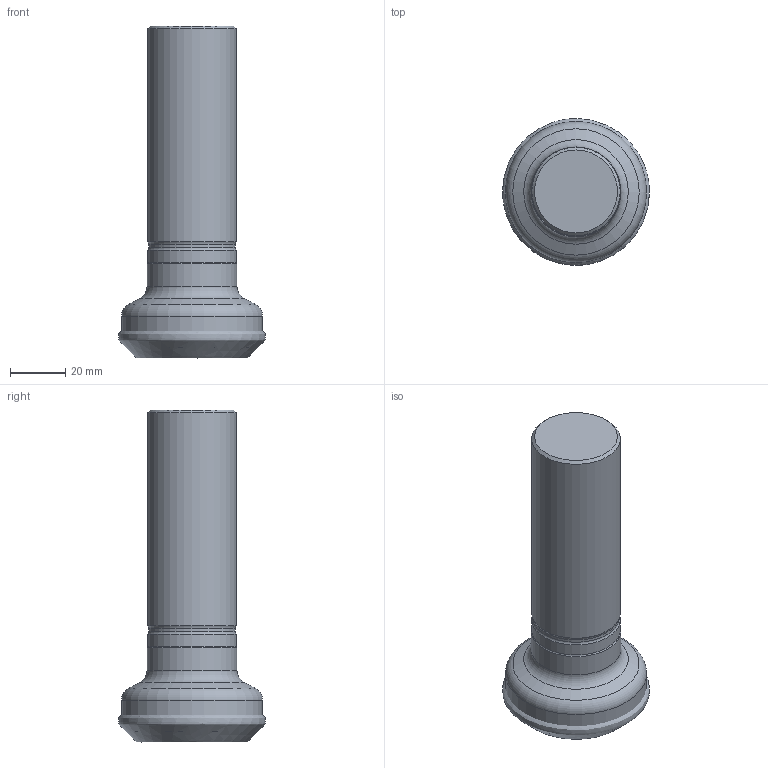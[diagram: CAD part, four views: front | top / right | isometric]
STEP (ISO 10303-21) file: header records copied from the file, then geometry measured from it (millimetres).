
FILE_DESCRIPTION(/* description */ (''),/* implementation_level */ '2;1');
FILE_NAME(/* name */ 'toolassembly_1.stp',/* time_stamp */ '2019-05-02T16:36:59+02:00',/* author */ (''),/* organization */ ('SMS'),/* preprocessor_version */ 'ST-DEVELOPER v15',/* originating_system */ 'SIEMENS PLM Software NX 8.5',/* authorisation */ '');
FILE_SCHEMA (('AUTOMOTIVE_DESIGN { 1 0 10303 214 3 1 1 1 }'));
Length unit declared in the file: millimetre
Products named in the file (4): CUT_20190502163527; NOCUT_20190502163506; ASSEMBLY_CONSTRUCTION; TOOLASSEMBLY_1
Assembly tree (3 placements, depth 2):
  TOOLASSEMBLY_1
    ASSEMBLY_CONSTRUCTION
    NOCUT_20190502163506
    CUT_20190502163527
Bounding box: 53.06 x 53.06 x 120.01 mm (x, y, z)
Volume: 132147.4 mm3; surface area: 21620.3 mm2
Topology: 2 solids, 2 shells, 27 faces, 60 edges, 45 vertices
Faces by surface type: torus 11, cone 7, cylinder 5, plane 3, bspline 1
Full cylindrical faces by diameter (mm): 31.3 x1, 31.98 x1, 32 x1, 32.5 x1, 51 x1
Entity records: 6140 total; most frequent: CARTESIAN_POINT 5496, DIRECTION 126, AXIS2_PLACEMENT_3D 63, EDGE_LOOP 50, ORIENTED_EDGE 50, FACE_BOUND 49, ADVANCED_FACE 27, VERTEX_POINT 26
